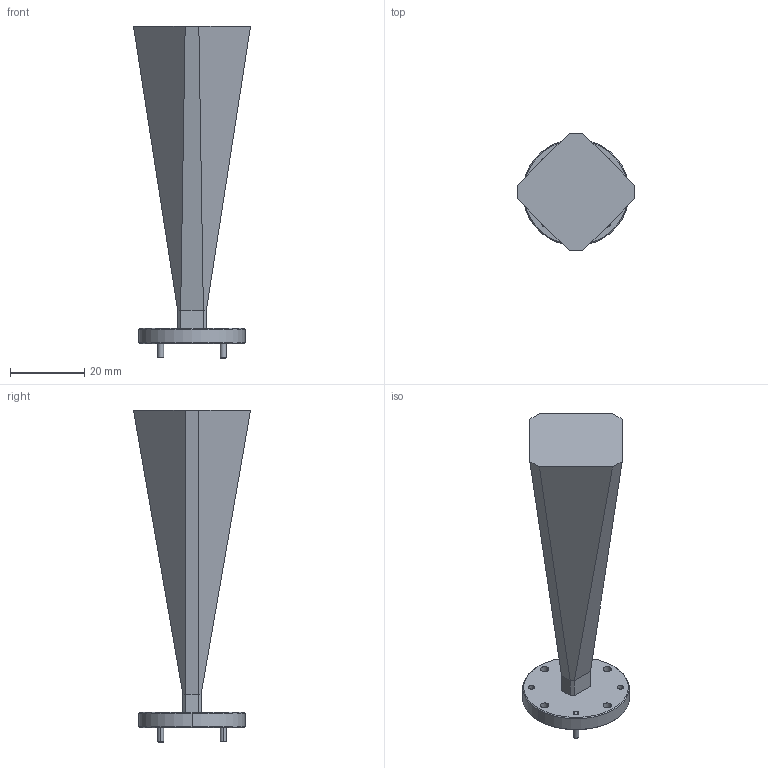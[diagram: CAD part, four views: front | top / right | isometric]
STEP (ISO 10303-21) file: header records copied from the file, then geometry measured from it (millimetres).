
FILE_DESCRIPTION (( 'STEP AP214' ), '1' );
FILE_NAME ('AA-Q1-A.STEP', '2024-05-24T18:50:38', ( '' ), ( '' ), 'SwSTEP 2.0', 'SolidWorks 2021', '' );
FILE_SCHEMA (( 'AUTOMOTIVE_DESIGN' ));
Length unit declared in the file: inch
Products named in the file (1): AA-Q1-A
Bounding box: 31.41 x 31.41 x 89.14 mm (x, y, z)
Volume: 23145 mm3; surface area: 7069.3 mm2
Topology: 3 solids, 3 shells, 94 faces, 232 edges, 148 vertices
Faces by surface type: plane 38, cylinder 36, cone 20
Entity records: 4099 total; most frequent: DIRECTION 522, CARTESIAN_POINT 475, ORIENTED_EDGE 464, EDGE_CURVE 232, AXIS2_PLACEMENT_3D 195, VERTEX_POINT 148, VECTOR 132, LINE 132
